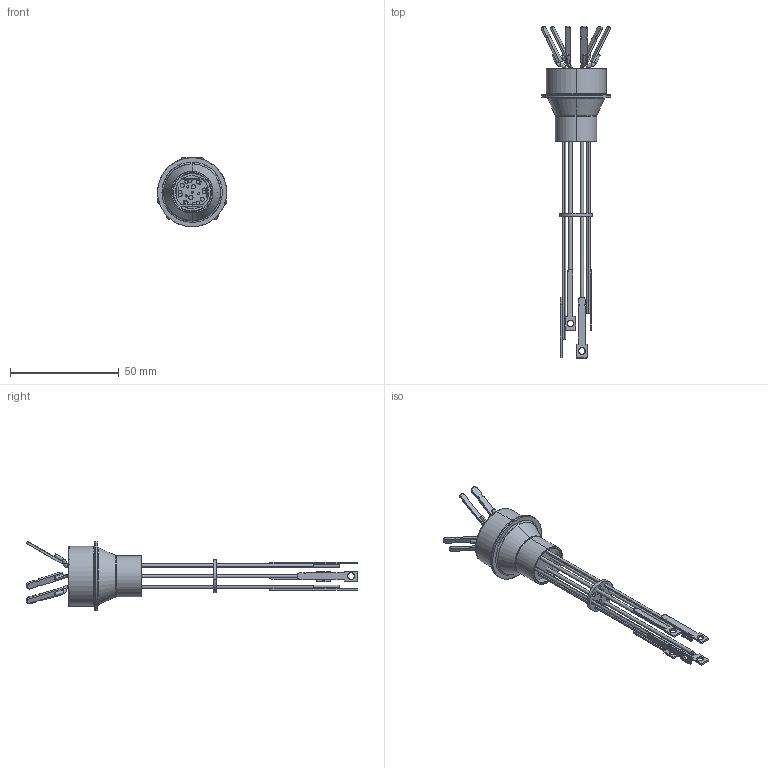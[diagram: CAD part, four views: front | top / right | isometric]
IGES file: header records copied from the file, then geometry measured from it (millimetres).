
Start section: SolidWorks IGES file using analytic representation for surfaces
Global section: file name: 18618-01-W.IGS; native system: SolidWorks 2007; preprocessor: SolidWorks 2007; author: Juan Medina; date: 070906.140621; units: inch
Bounding box: 31.92 x 152.48 x 31.94 mm (x, y, z)
Surface area: 16304.3 mm2 (no closed solid volume)
Topology: 0 solids, 0 shells, 350 faces, 3741 edges, 3741 vertices
Faces by surface type: bspline 203, revolution 147
